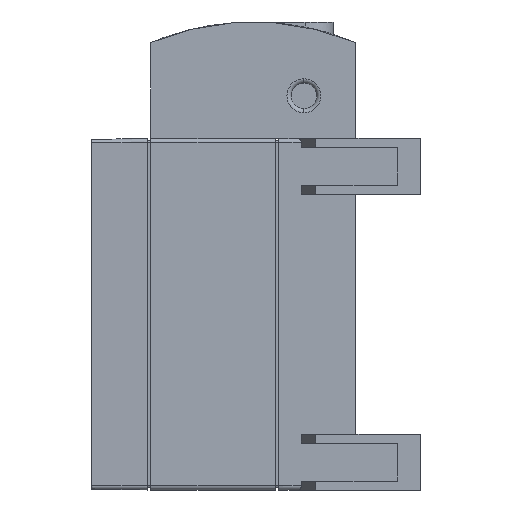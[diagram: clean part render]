
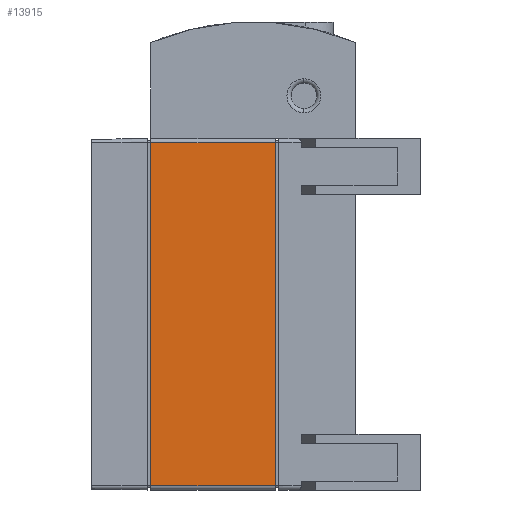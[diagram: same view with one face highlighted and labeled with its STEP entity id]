
A CAD part, left-side view. The second image highlights one B-rep face of the part: STEP entity #13915.
In plain terms, the highlighted planar face has unit normal (-1, 0, 0).
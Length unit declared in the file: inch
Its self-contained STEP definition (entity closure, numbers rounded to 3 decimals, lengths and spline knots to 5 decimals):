
#218 = CARTESIAN_POINT ( 'NONE',  ( -2.475, 1.8, -2.415 ) ) ;
#868 = ORIENTED_EDGE ( 'NONE', *, *, #6286, .T. ) ;
#2201 = EDGE_CURVE ( 'NONE', #3258, #11327, #10874, .T. ) ;
#2410 = AXIS2_PLACEMENT_3D ( 'NONE', #4975, #16411, #7835 ) ;
#3258 = VERTEX_POINT ( 'NONE', #5965 ) ;
#3329 = CARTESIAN_POINT ( 'NONE',  ( -2.475, 0.05, -2.415 ) ) ;
#4714 = ORIENTED_EDGE ( 'NONE', *, *, #8930, .F. ) ;
#4975 = CARTESIAN_POINT ( 'NONE',  ( -2.475, 1.8, -2.415 ) ) ;
#5500 = CARTESIAN_POINT ( 'NONE',  ( -2.475, 1.8, 2.415 ) ) ;
#5965 = CARTESIAN_POINT ( 'NONE',  ( -2.475, 1.8, -2.415 ) ) ;
#6286 = EDGE_CURVE ( 'NONE', #14345, #13087, #16799, .T. ) ;
#6418 = PLANE ( 'NONE',  #2410 ) ;
#7449 = EDGE_LOOP ( 'NONE', ( #868, #4714, #9680, #13523 ) ) ;
#7571 = DIRECTION ( 'NONE',  ( 0., -1., 0. ) ) ;
#7600 = LINE ( 'NONE', #10428, #11382 ) ;
#7835 = DIRECTION ( 'NONE',  ( 0., 0., -1. ) ) ;
#8282 = CARTESIAN_POINT ( 'NONE',  ( -2.475, 0.05, -2.415 ) ) ;
#8930 = EDGE_CURVE ( 'NONE', #11327, #13087, #7600, .T. ) ;
#9169 = VECTOR ( 'NONE', #11004, 39.37008 ) ;
#9594 = LINE ( 'NONE', #18117, #9169 ) ;
#9680 = ORIENTED_EDGE ( 'NONE', *, *, #2201, .F. ) ;
#9736 = DIRECTION ( 'NONE',  ( 0., 0., 1. ) ) ;
#10428 = CARTESIAN_POINT ( 'NONE',  ( -2.475, 1.8, 2.415 ) ) ;
#10874 = LINE ( 'NONE', #218, #14259 ) ;
#10937 = FACE_OUTER_BOUND ( 'NONE', #7449, .T. ) ;
#11004 = DIRECTION ( 'NONE',  ( 0., -1., 0. ) ) ;
#11327 = VERTEX_POINT ( 'NONE', #5500 ) ;
#11382 = VECTOR ( 'NONE', #7571, 39.37008 ) ;
#13080 = DIRECTION ( 'NONE',  ( 0., 0., 1. ) ) ;
#13087 = VERTEX_POINT ( 'NONE', #16297 ) ;
#13237 = EDGE_CURVE ( 'NONE', #3258, #14345, #9594, .T. ) ;
#13516 = VECTOR ( 'NONE', #9736, 39.37008 ) ;
#13523 = ORIENTED_EDGE ( 'NONE', *, *, #13237, .T. ) ;
#13915 = ADVANCED_FACE ( 'NONE', ( #10937 ), #6418, .F. ) ;
#14259 = VECTOR ( 'NONE', #13080, 39.37008 ) ;
#14345 = VERTEX_POINT ( 'NONE', #3329 ) ;
#16297 = CARTESIAN_POINT ( 'NONE',  ( -2.475, 0.05, 2.415 ) ) ;
#16411 = DIRECTION ( 'NONE',  ( 1., 0., 0. ) ) ;
#16799 = LINE ( 'NONE', #8282, #13516 ) ;
#18117 = CARTESIAN_POINT ( 'NONE',  ( -2.475, 1.8, -2.415 ) ) ;
